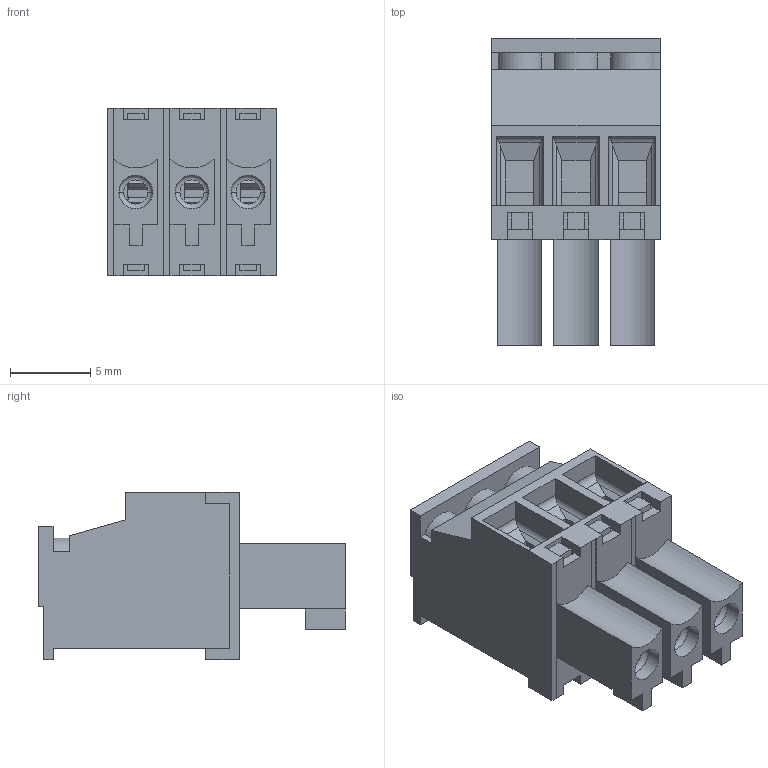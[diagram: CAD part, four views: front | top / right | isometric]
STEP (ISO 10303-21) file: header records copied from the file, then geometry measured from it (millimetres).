
FILE_DESCRIPTION (( 'STEP AP214' ), '1' );
FILE_NAME ('15EDGKB-3.5-03P-14-00AH.STEP', '2017-04-27T23:08:04', ( 'SIG' ), ( '' ), 'SwSTEP 2.0', 'SolidWorks 2014', '' );
FILE_SCHEMA (( 'AUTOMOTIVE_DESIGN' ));
Length unit declared in the file: millimetre
Products named in the file (17): 15EDGKB-3.5_klamper; 15EDGKB-3.5; 15EDGKB-3.5 bot-cap; 15EDGKB-3.5_screw; 15EDGKB-3.5_spring; 15EDGKB-3.5-03P-14-00AH
Assembly tree (11 placements, depth 2):
  15EDGKB-3.5_klamper
  15EDGKB-3.5-03P-14-00AH
    15EDGKB-3.5_klamper  x3
    15EDGKB-3.5
    15EDGKB-3.5 bot-cap
    15EDGKB-3.5_screw  x3
    15EDGKB-3.5_spring  x3
  15EDGKB-3.5_klamper
  15EDGKB-3.5
  15EDGKB-3.5 bot-cap
Bounding box: 10.5 x 19.1 x 10.4 mm (x, y, z)
Volume: 836.5 mm3; surface area: 3259.1 mm2
Topology: 11 solids, 11 shells, 719 faces, 1773 edges, 1073 vertices
Faces by surface type: plane 575, cylinder 123, torus 15, cone 6
Entity records: 14476 total; most frequent: CARTESIAN_POINT 2534, ORIENTED_EDGE 2446, DIRECTION 2303, EDGE_CURVE 1223, LINE 1063, VECTOR 1063, VERTEX_POINT 767, AXIS2_PLACEMENT_3D 620
